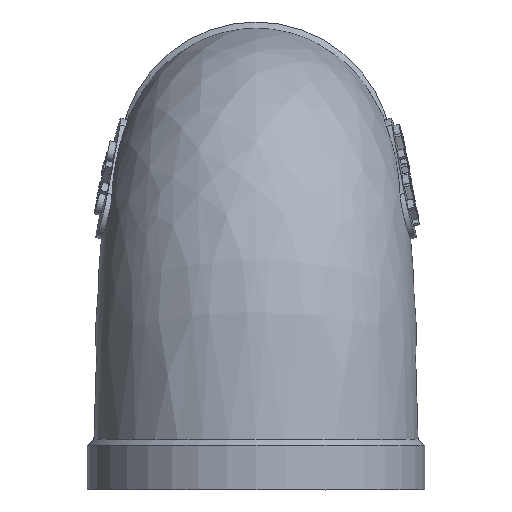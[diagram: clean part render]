
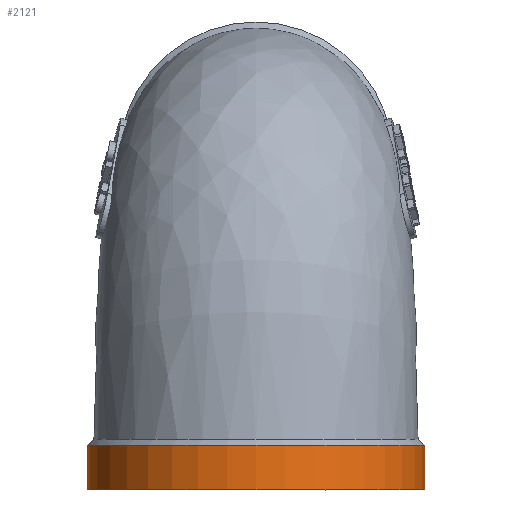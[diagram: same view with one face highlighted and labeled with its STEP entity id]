
A CAD part, left-side view. The second image highlights one B-rep face of the part: STEP entity #2121.
In plain terms, the highlighted cylindrical face has radius 13.25 mm (diameter 26.5 mm), a full revolution.
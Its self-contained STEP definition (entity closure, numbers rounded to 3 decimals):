
#23=CYLINDRICAL_SURFACE('',#2265,13.25);
#542=CIRCLE('',#2257,13.25);
#548=CIRCLE('',#2266,13.25);
#590=ORIENTED_EDGE('',*,*,#1211,.T.);
#591=ORIENTED_EDGE('',*,*,#1189,.F.);
#1189=EDGE_CURVE('',#1501,#1501,#542,.T.);
#1211=EDGE_CURVE('',#1521,#1521,#548,.T.);
#1501=VERTEX_POINT('',#2934);
#1521=VERTEX_POINT('',#3379);
#1793=EDGE_LOOP('',(#590));
#1794=EDGE_LOOP('',(#591));
#1942=FACE_BOUND('',#1793,.T.);
#1943=FACE_BOUND('',#1794,.T.);
#2121=ADVANCED_FACE('',(#1942,#1943),#23,.T.);
#2257=AXIS2_PLACEMENT_3D('',#2933,#2363,#2364);
#2265=AXIS2_PLACEMENT_3D('',#3377,#2380,#2381);
#2266=AXIS2_PLACEMENT_3D('',#3378,#2382,#2383);
#2363=DIRECTION('',(0.,0.,-1.));
#2364=DIRECTION('',(1.,0.,0.));
#2380=DIRECTION('',(0.,0.,-1.));
#2381=DIRECTION('',(-1.,0.,0.));
#2382=DIRECTION('',(0.,0.,-1.));
#2383=DIRECTION('',(-1.,0.,0.));
#2933=CARTESIAN_POINT('',(-25.,0.,0.));
#2934=CARTESIAN_POINT('',(-11.75,0.,0.));
#3377=CARTESIAN_POINT('',(-25.,0.,4.));
#3378=CARTESIAN_POINT('',(-25.,0.,3.5));
#3379=CARTESIAN_POINT('',(-38.25,0.,3.5));
